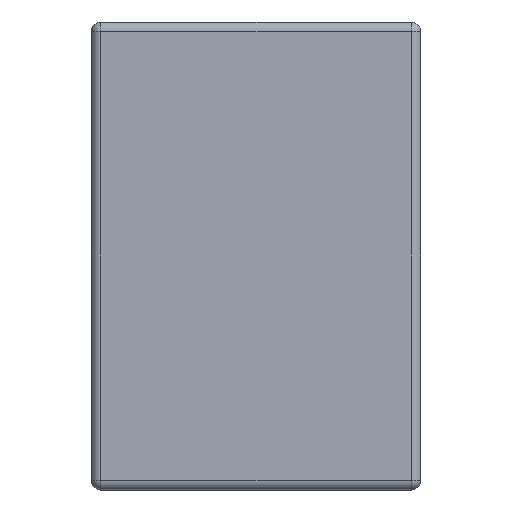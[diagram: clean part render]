
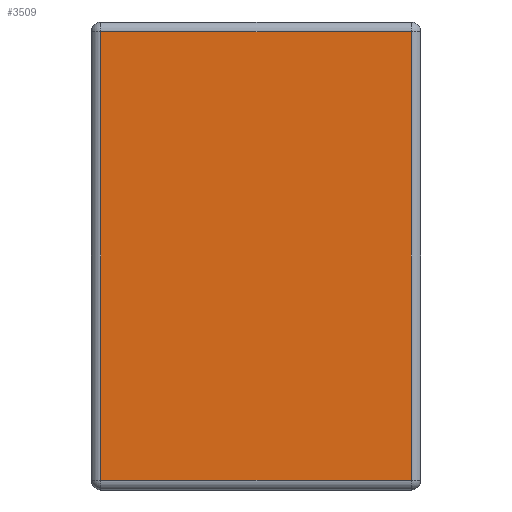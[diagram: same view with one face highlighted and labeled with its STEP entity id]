
A CAD part, left-side view. The second image highlights one B-rep face of the part: STEP entity #3509.
In plain terms, the highlighted planar face has unit normal (-1, 0, 0).
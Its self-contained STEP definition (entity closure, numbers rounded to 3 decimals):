
#48 = EDGE_LOOP ( 'NONE', ( #324, #1558, #1310, #87 ) ) ;
#87 = ORIENTED_EDGE ( 'NONE', *, *, #1076, .T. ) ;
#127 = CARTESIAN_POINT ( 'NONE',  ( 0., 1.504, -2.2 ) ) ;
#146 = VERTEX_POINT ( 'NONE', #4140 ) ;
#324 = ORIENTED_EDGE ( 'NONE', *, *, #988, .T. ) ;
#355 = VECTOR ( 'NONE', #1169, 1000. ) ;
#472 = VERTEX_POINT ( 'NONE', #2201 ) ;
#555 = VECTOR ( 'NONE', #1082, 1000. ) ;
#988 = EDGE_CURVE ( 'NONE', #472, #1302, #3232, .T. ) ;
#1076 = EDGE_CURVE ( 'NONE', #4625, #472, #1250, .T. ) ;
#1082 = DIRECTION ( 'NONE',  ( 0., -1., 0. ) ) ;
#1169 = DIRECTION ( 'NONE',  ( 0., 1., 0. ) ) ;
#1250 = LINE ( 'NONE', #127, #2419 ) ;
#1302 = VERTEX_POINT ( 'NONE', #4586 ) ;
#1310 = ORIENTED_EDGE ( 'NONE', *, *, #4178, .T. ) ;
#1448 = DIRECTION ( 'NONE',  ( 0., 0., 1. ) ) ;
#1499 = CARTESIAN_POINT ( 'NONE',  ( 0., 0., -2.154 ) ) ;
#1558 = ORIENTED_EDGE ( 'NONE', *, *, #1814, .T. ) ;
#1773 = VECTOR ( 'NONE', #2754, 1000. ) ;
#1790 = LINE ( 'NONE', #4638, #355 ) ;
#1814 = EDGE_CURVE ( 'NONE', #1302, #146, #4258, .T. ) ;
#1871 = DIRECTION ( 'NONE',  ( -1., 0., 0. ) ) ;
#2051 = CARTESIAN_POINT ( 'NONE',  ( 0., 1.504, -0.046 ) ) ;
#2201 = CARTESIAN_POINT ( 'NONE',  ( 0., 1.504, -2.154 ) ) ;
#2419 = VECTOR ( 'NONE', #2666, 1000. ) ;
#2666 = DIRECTION ( 'NONE',  ( 0., 0., -1. ) ) ;
#2754 = DIRECTION ( 'NONE',  ( 0., 0., 1. ) ) ;
#3216 = PLANE ( 'NONE',  #4347 ) ;
#3232 = LINE ( 'NONE', #1499, #555 ) ;
#3237 = CARTESIAN_POINT ( 'NONE',  ( 0., 0., 0. ) ) ;
#3509 = ADVANCED_FACE ( 'NONE', ( #3682 ), #3216, .T. ) ;
#3682 = FACE_OUTER_BOUND ( 'NONE', #48, .T. ) ;
#4140 = CARTESIAN_POINT ( 'NONE',  ( 0., 0.046, -0.046 ) ) ;
#4178 = EDGE_CURVE ( 'NONE', #146, #4625, #1790, .T. ) ;
#4258 = LINE ( 'NONE', #4642, #1773 ) ;
#4347 = AXIS2_PLACEMENT_3D ( 'NONE', #3237, #1871, #1448 ) ;
#4586 = CARTESIAN_POINT ( 'NONE',  ( 0., 0.046, -2.154 ) ) ;
#4625 = VERTEX_POINT ( 'NONE', #2051 ) ;
#4638 = CARTESIAN_POINT ( 'NONE',  ( 0., 1.55, -0.046 ) ) ;
#4642 = CARTESIAN_POINT ( 'NONE',  ( 0., 0.046, 0. ) ) ;
